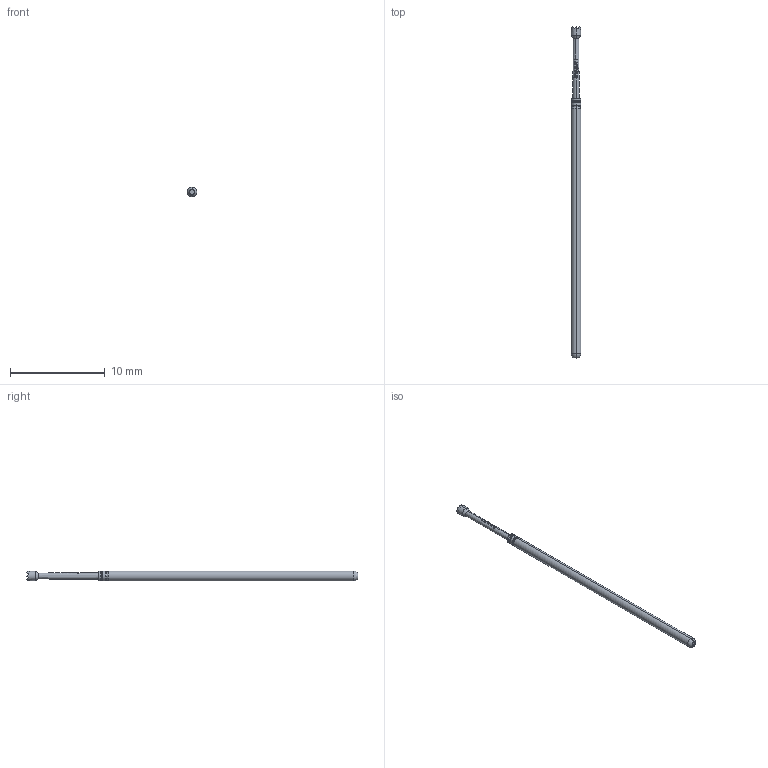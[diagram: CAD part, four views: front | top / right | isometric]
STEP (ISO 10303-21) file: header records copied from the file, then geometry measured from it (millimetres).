
FILE_DESCRIPTION (( 'STEP AP203' ), '1' );
FILE_NAME ('INGUN_GKS-075_306_100_A_xx00_LH.STEP', '2021-09-27T09:01:45', ( 'ochi' ), ( '' ), 'SwSTEP 2.0', 'SolidWorks 2018', '' );
FILE_SCHEMA (( 'CONFIG_CONTROL_DESIGN' ));
Length unit declared in the file: millimetre
Products named in the file (1): INGUN_GKS-075_306_100_A_xx00_LH
Bounding box: 1.02 x 35.1 x 1.02 mm (x, y, z)
Volume: 25.1 mm3; surface area: 106.7 mm2
Topology: 1 solids, 1 shells, 117 faces, 293 edges, 180 vertices
Faces by surface type: bspline 51, plane 30, cone 16, torus 10, cylinder 10
Entity records: 4453 total; most frequent: CARTESIAN_POINT 2141, ORIENTED_EDGE 586, EDGE_CURVE 293, DIRECTION 266, VERTEX_POINT 180, B_SPLINE_CURVE_WITH_KNOTS 175, EDGE_LOOP 119, ADVANCED_FACE 117
